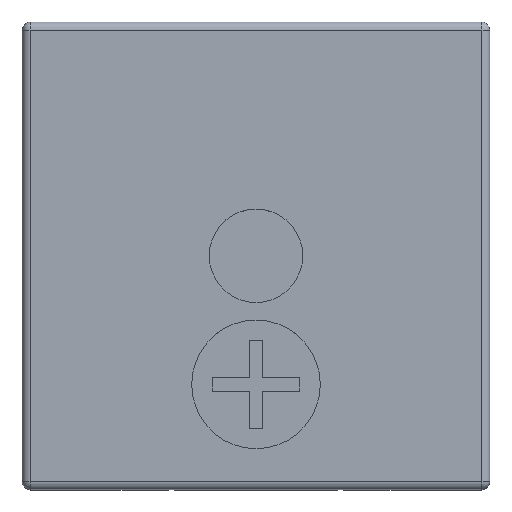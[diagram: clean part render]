
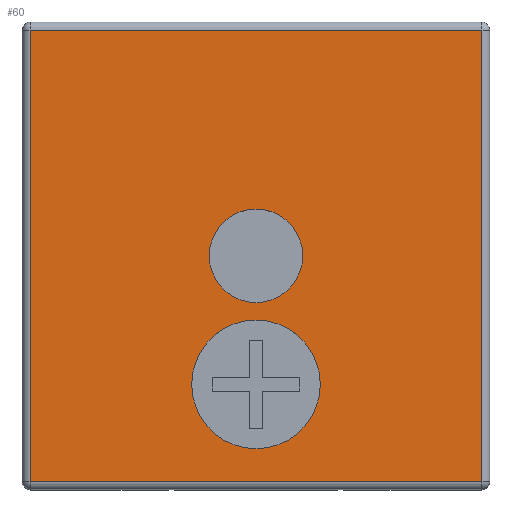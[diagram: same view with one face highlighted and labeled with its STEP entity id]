
A CAD part, top view. The second image highlights one B-rep face of the part: STEP entity #60.
In plain terms, the highlighted planar face has unit normal (0, 0, 1).
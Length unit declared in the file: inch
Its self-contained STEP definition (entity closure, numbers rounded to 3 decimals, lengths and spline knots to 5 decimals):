
#30 = CARTESIAN_POINT ( 'NONE',  ( 0.02165, -0.04331, 0.07874 ) ) ;
#46 = DIRECTION ( 'NONE',  ( 0., -1., 0. ) ) ;
#47 = DIRECTION ( 'NONE',  ( 0., 1., 0. ) ) ;
#54 = AXIS2_PLACEMENT_3D ( 'NONE', #1837, #1886, #2282 ) ;
#55 = EDGE_LOOP ( 'NONE', ( #1133, #2740 ) ) ;
#59 = ORIENTED_EDGE ( 'NONE', *, *, #2816, .T. ) ;
#60 = ADVANCED_FACE ( 'NONE', ( #2101, #991, #152 ), #770, .T. ) ;
#120 = EDGE_CURVE ( 'NONE', #1524, #2052, #885, .T. ) ;
#152 = FACE_OUTER_BOUND ( 'NONE', #1726, .T. ) ;
#174 = CARTESIAN_POINT ( 'NONE',  ( -0.07598, 0.07598, 0.07874 ) ) ;
#204 = CIRCLE ( 'NONE', #390, 0.01575 ) ;
#224 = EDGE_CURVE ( 'NONE', #635, #1489, #1788, .T. ) ;
#250 = CARTESIAN_POINT ( 'NONE',  ( 0., -0.04331, 0.07874 ) ) ;
#359 = DIRECTION ( 'NONE',  ( 0., 0., 1. ) ) ;
#371 = ORIENTED_EDGE ( 'NONE', *, *, #120, .F. ) ;
#390 = AXIS2_PLACEMENT_3D ( 'NONE', #2082, #359, #400 ) ;
#400 = DIRECTION ( 'NONE',  ( 1., 0., 0. ) ) ;
#408 = VECTOR ( 'NONE', #46, 39.37008 ) ;
#450 = EDGE_CURVE ( 'NONE', #2423, #2140, #204, .T. ) ;
#494 = DIRECTION ( 'NONE',  ( 1., 0., 0. ) ) ;
#510 = VERTEX_POINT ( 'NONE', #2322 ) ;
#532 = LINE ( 'NONE', #1389, #2430 ) ;
#578 = DIRECTION ( 'NONE',  ( 0., 0., 1. ) ) ;
#634 = DIRECTION ( 'NONE',  ( -1., 0., 0. ) ) ;
#635 = VERTEX_POINT ( 'NONE', #30 ) ;
#656 = CIRCLE ( 'NONE', #1034, 0.02165 ) ;
#754 = CARTESIAN_POINT ( 'NONE',  ( -0.07598, 0., 0.07874 ) ) ;
#770 = PLANE ( 'NONE',  #2115 ) ;
#796 = EDGE_CURVE ( 'NONE', #1891, #510, #1617, .T. ) ;
#828 = CARTESIAN_POINT ( 'NONE',  ( 0., -0.07598, 0.07874 ) ) ;
#832 = ORIENTED_EDGE ( 'NONE', *, *, #796, .F. ) ;
#843 = CARTESIAN_POINT ( 'NONE',  ( -0.07902, -0.07902, 0.07874 ) ) ;
#885 = LINE ( 'NONE', #828, #1368 ) ;
#967 = CARTESIAN_POINT ( 'NONE',  ( 0.07598, -0.07598, 0.07874 ) ) ;
#991 = FACE_BOUND ( 'NONE', #55, .T. ) ;
#1014 = EDGE_LOOP ( 'NONE', ( #2049, #2080 ) ) ;
#1034 = AXIS2_PLACEMENT_3D ( 'NONE', #250, #2191, #494 ) ;
#1133 = ORIENTED_EDGE ( 'NONE', *, *, #450, .F. ) ;
#1285 = EDGE_CURVE ( 'NONE', #1524, #510, #532, .T. ) ;
#1329 = CIRCLE ( 'NONE', #1652, 0.01575 ) ;
#1333 = CARTESIAN_POINT ( 'NONE',  ( 0.01575, 0., 0.07874 ) ) ;
#1368 = VECTOR ( 'NONE', #634, 39.37008 ) ;
#1388 = LINE ( 'NONE', #754, #408 ) ;
#1389 = CARTESIAN_POINT ( 'NONE',  ( 0.07598, 0., 0.07874 ) ) ;
#1398 = CARTESIAN_POINT ( 'NONE',  ( -0.07598, -0.07598, 0.07874 ) ) ;
#1462 = CARTESIAN_POINT ( 'NONE',  ( 0., 0., 0.07874 ) ) ;
#1470 = DIRECTION ( 'NONE',  ( 1., 0., 0. ) ) ;
#1489 = VERTEX_POINT ( 'NONE', #1852 ) ;
#1524 = VERTEX_POINT ( 'NONE', #967 ) ;
#1578 = ORIENTED_EDGE ( 'NONE', *, *, #1285, .T. ) ;
#1617 = LINE ( 'NONE', #1644, #2563 ) ;
#1644 = CARTESIAN_POINT ( 'NONE',  ( 0., 0.07598, 0.07874 ) ) ;
#1652 = AXIS2_PLACEMENT_3D ( 'NONE', #1462, #578, #2353 ) ;
#1710 = EDGE_CURVE ( 'NONE', #1489, #635, #656, .T. ) ;
#1726 = EDGE_LOOP ( 'NONE', ( #59, #371, #1578, #832 ) ) ;
#1751 = EDGE_CURVE ( 'NONE', #2140, #2423, #1329, .T. ) ;
#1788 = CIRCLE ( 'NONE', #54, 0.02165 ) ;
#1837 = CARTESIAN_POINT ( 'NONE',  ( 0., -0.04331, 0.07874 ) ) ;
#1852 = CARTESIAN_POINT ( 'NONE',  ( -0.02165, -0.04331, 0.07874 ) ) ;
#1886 = DIRECTION ( 'NONE',  ( 0., 0., 1. ) ) ;
#1891 = VERTEX_POINT ( 'NONE', #174 ) ;
#1927 = CARTESIAN_POINT ( 'NONE',  ( -0.01575, 0., 0.07874 ) ) ;
#2049 = ORIENTED_EDGE ( 'NONE', *, *, #224, .F. ) ;
#2052 = VERTEX_POINT ( 'NONE', #1398 ) ;
#2053 = DIRECTION ( 'NONE',  ( 1., 0., 0. ) ) ;
#2080 = ORIENTED_EDGE ( 'NONE', *, *, #1710, .F. ) ;
#2082 = CARTESIAN_POINT ( 'NONE',  ( 0., 0., 0.07874 ) ) ;
#2101 = FACE_BOUND ( 'NONE', #1014, .T. ) ;
#2115 = AXIS2_PLACEMENT_3D ( 'NONE', #843, #2802, #1470 ) ;
#2140 = VERTEX_POINT ( 'NONE', #1927 ) ;
#2191 = DIRECTION ( 'NONE',  ( 0., 0., 1. ) ) ;
#2282 = DIRECTION ( 'NONE',  ( 1., 0., 0. ) ) ;
#2322 = CARTESIAN_POINT ( 'NONE',  ( 0.07598, 0.07598, 0.07874 ) ) ;
#2353 = DIRECTION ( 'NONE',  ( 1., 0., 0. ) ) ;
#2423 = VERTEX_POINT ( 'NONE', #1333 ) ;
#2430 = VECTOR ( 'NONE', #47, 39.37008 ) ;
#2563 = VECTOR ( 'NONE', #2053, 39.37008 ) ;
#2740 = ORIENTED_EDGE ( 'NONE', *, *, #1751, .F. ) ;
#2802 = DIRECTION ( 'NONE',  ( 0., 0., 1. ) ) ;
#2816 = EDGE_CURVE ( 'NONE', #1891, #2052, #1388, .T. ) ;
